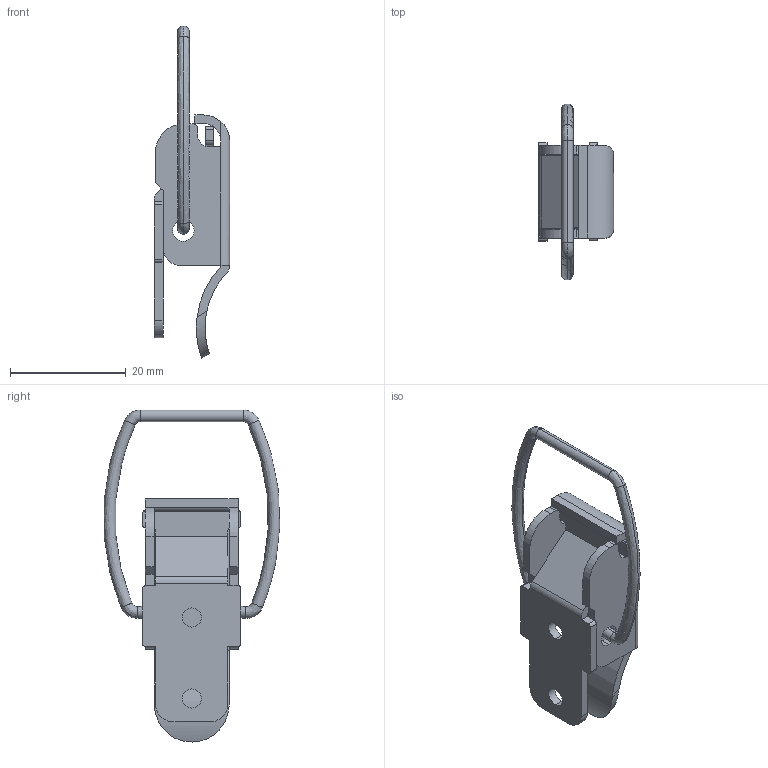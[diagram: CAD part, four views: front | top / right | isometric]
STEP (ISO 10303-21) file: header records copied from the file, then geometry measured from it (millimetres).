
FILE_DESCRIPTION( (''), '2;1');
FILE_NAME ('PC3949.512.TL_448SUS_2_H_20601.stp','2026-01-30T10:26:45',(''),(''),'spGate 20.6.3 (****-****-****-****)','','');
FILE_SCHEMA (('AUTOMOTIVE_DESIGN'));
Length unit declared in the file: millimetre
Products named in the file (4): Assembly; アーム; ベース; レバー
Assembly tree (3 placements, depth 2):
  Assembly
    アーム
    ベース
    レバー
Bounding box: 13 x 30.36 x 57.39 mm (x, y, z)
Volume: 2801.3 mm3; surface area: 4458.4 mm2
Topology: 3 solids, 3 shells, 110 faces, 295 edges, 191 vertices
Faces by surface type: plane 51, cylinder 47, bspline 12
Entity records: 6163 total; most frequent: CARTESIAN_POINT 994, ORIENTED_EDGE 590, DIRECTION 574, COLOUR_RGB 408, PRESENTATION_STYLE_ASSIGNMENT 408, STYLED_ITEM 408, EDGE_CURVE 295, DRAUGHTING_PRE_DEFINED_CURVE_FONT 295
